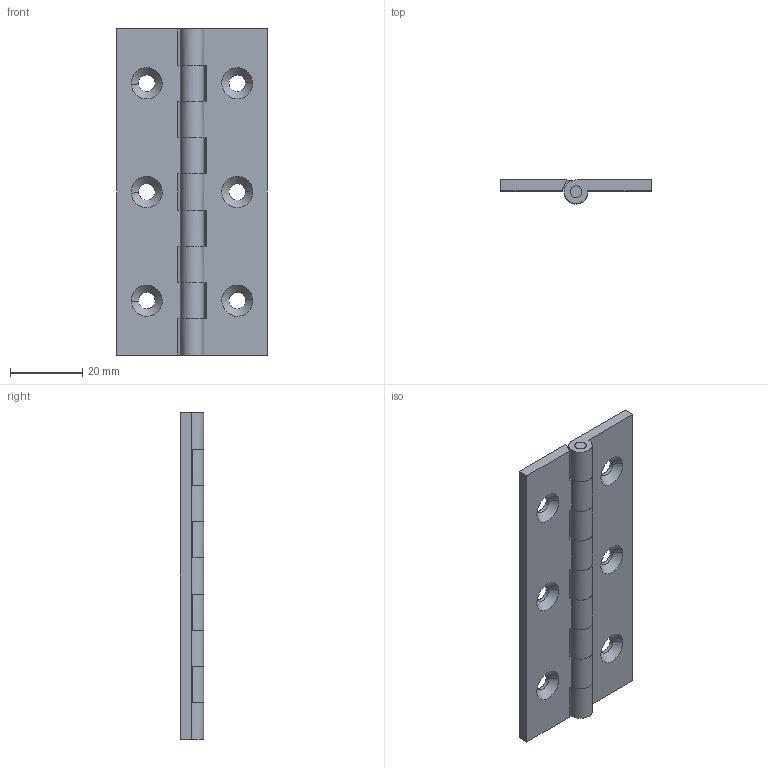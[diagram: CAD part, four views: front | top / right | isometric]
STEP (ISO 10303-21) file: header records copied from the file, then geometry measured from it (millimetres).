
FILE_DESCRIPTION((''),'2;1');
FILE_NAME('','2007-04-03T09:52:28',(''),(''),'','CADfix','');
FILE_SCHEMA(('AUTOMOTIVE_DESIGN { 1 0 10303 214 1 1 1 1 }'));
Length unit declared in the file: millimetre
Bounding box: 41.5 x 6.5 x 90 mm (x, y, z)
Volume: 12116.8 mm3; surface area: 11357.6 mm2
Topology: 3 solids, 3 shells, 99 faces, 349 edges, 256 vertices
Faces by surface type: bspline 99
Entity records: 4393 total; most frequent: CARTESIAN_POINT 2448, ORIENTED_EDGE 698, EDGE_CURVE 349, VERTEX_POINT 256, QUASI_UNIFORM_CURVE 173, EDGE_LOOP 129, FACE_OUTER_BOUND 99, ADVANCED_FACE 99
